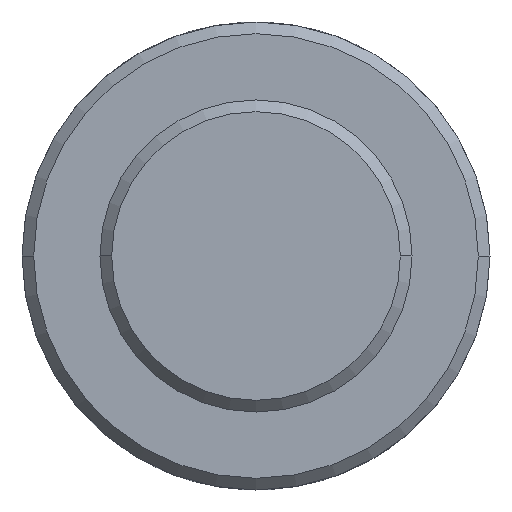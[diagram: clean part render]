
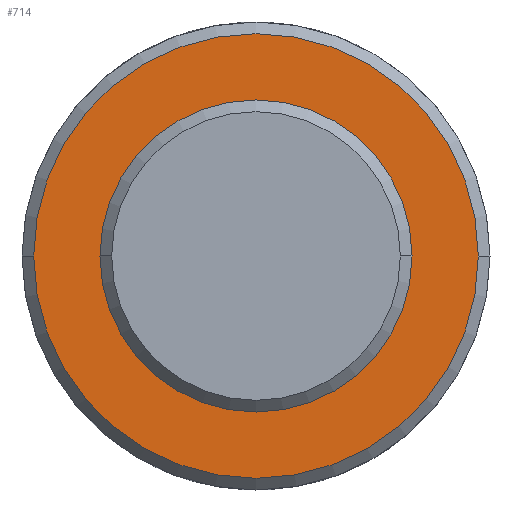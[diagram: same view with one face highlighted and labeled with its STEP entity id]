
A CAD part, front view. The second image highlights one B-rep face of the part: STEP entity #714.
In plain terms, the highlighted planar face has unit normal (0, -1, 0).
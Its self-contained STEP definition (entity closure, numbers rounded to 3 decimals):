
#8 = FACE_BOUND ( 'NONE', #774, .T. ) ;
#113 = ORIENTED_EDGE ( 'NONE', *, *, #547, .T. ) ;
#125 = CARTESIAN_POINT ( 'NONE',  ( 4., -125., 0. ) ) ;
#165 = DIRECTION ( 'NONE',  ( 0., -1., 0. ) ) ;
#328 = PLANE ( 'NONE',  #883 ) ;
#352 = EDGE_CURVE ( 'Defeature ausgef�hrt1_8+Defeature ausgef�hrt1_9+Defeature ausgef�hrt1_9+Defeature ausgef�hrt1_9', #834, #750, #578, .T. ) ;
#386 = CARTESIAN_POINT ( 'NONE',  ( 0., -125., 0. ) ) ;
#394 = DIRECTION ( 'NONE',  ( 0., 1., 0. ) ) ;
#409 = CARTESIAN_POINT ( 'NONE',  ( -5.7, -125., 0. ) ) ;
#414 = DIRECTION ( 'NONE',  ( 1., 0., 0. ) ) ;
#487 = CARTESIAN_POINT ( 'NONE',  ( -4., -125., 0. ) ) ;
#500 = AXIS2_PLACEMENT_3D ( 'NONE', #936, #1120, #414 ) ;
#530 = CARTESIAN_POINT ( 'NONE',  ( 0., -125., 0. ) ) ;
#537 = AXIS2_PLACEMENT_3D ( 'NONE', #830, #165, #971 ) ;
#547 = EDGE_CURVE ( 'Defeature ausgef�hrt1_8+Defeature ausgef�hrt1_19+Defeature ausgef�hrt1_19+Defeature ausgef�hrt1_19', #552, #797, #1110, .T. ) ;
#552 = VERTEX_POINT ( 'NONE', #665 ) ;
#568 = AXIS2_PLACEMENT_3D ( 'NONE', #386, #394, #909 ) ;
#578 = CIRCLE ( 'NONE', #831, 4. ) ;
#582 = CIRCLE ( 'NONE', #568, 4. ) ;
#662 = ORIENTED_EDGE ( 'NONE', *, *, #1000, .T. ) ;
#665 = CARTESIAN_POINT ( 'NONE',  ( 5.7, -125., 0. ) ) ;
#681 = EDGE_CURVE ( 'Defeature ausgef�hrt1_8+Defeature ausgef�hrt1_19+Defeature ausgef�hrt1_19+Defeature ausgef�hrt1_19', #797, #552, #751, .T. ) ;
#714 = ADVANCED_FACE ( 'Defeature ausgef�hrt1_8', ( #730, #8 ), #328, .T. ) ;
#730 = FACE_OUTER_BOUND ( 'NONE', #966, .T. ) ;
#750 = VERTEX_POINT ( 'NONE', #487 ) ;
#751 = CIRCLE ( 'NONE', #500, 5.7 ) ;
#774 = EDGE_LOOP ( 'NONE', ( #662, #1070 ) ) ;
#797 = VERTEX_POINT ( 'NONE', #409 ) ;
#830 = CARTESIAN_POINT ( 'NONE',  ( 0., -125., 0. ) ) ;
#831 = AXIS2_PLACEMENT_3D ( 'NONE', #530, #1152, #1064 ) ;
#834 = VERTEX_POINT ( 'NONE', #125 ) ;
#883 = AXIS2_PLACEMENT_3D ( 'NONE', #970, #1058, #1050 ) ;
#909 = DIRECTION ( 'NONE',  ( -1., 0., 0. ) ) ;
#936 = CARTESIAN_POINT ( 'NONE',  ( 0., -125., 0. ) ) ;
#966 = EDGE_LOOP ( 'NONE', ( #985, #113 ) ) ;
#970 = CARTESIAN_POINT ( 'NONE',  ( 0., -125., 4. ) ) ;
#971 = DIRECTION ( 'NONE',  ( 1., 0., 0. ) ) ;
#985 = ORIENTED_EDGE ( 'NONE', *, *, #681, .T. ) ;
#1000 = EDGE_CURVE ( 'Defeature ausgef�hrt1_8+Defeature ausgef�hrt1_9+Defeature ausgef�hrt1_9+Defeature ausgef�hrt1_9', #750, #834, #582, .T. ) ;
#1050 = DIRECTION ( 'NONE',  ( 1., 0., 0. ) ) ;
#1058 = DIRECTION ( 'NONE',  ( 0., -1., 0. ) ) ;
#1064 = DIRECTION ( 'NONE',  ( -1., 0., 0. ) ) ;
#1070 = ORIENTED_EDGE ( 'NONE', *, *, #352, .T. ) ;
#1110 = CIRCLE ( 'NONE', #537, 5.7 ) ;
#1120 = DIRECTION ( 'NONE',  ( 0., -1., 0. ) ) ;
#1152 = DIRECTION ( 'NONE',  ( 0., 1., 0. ) ) ;
